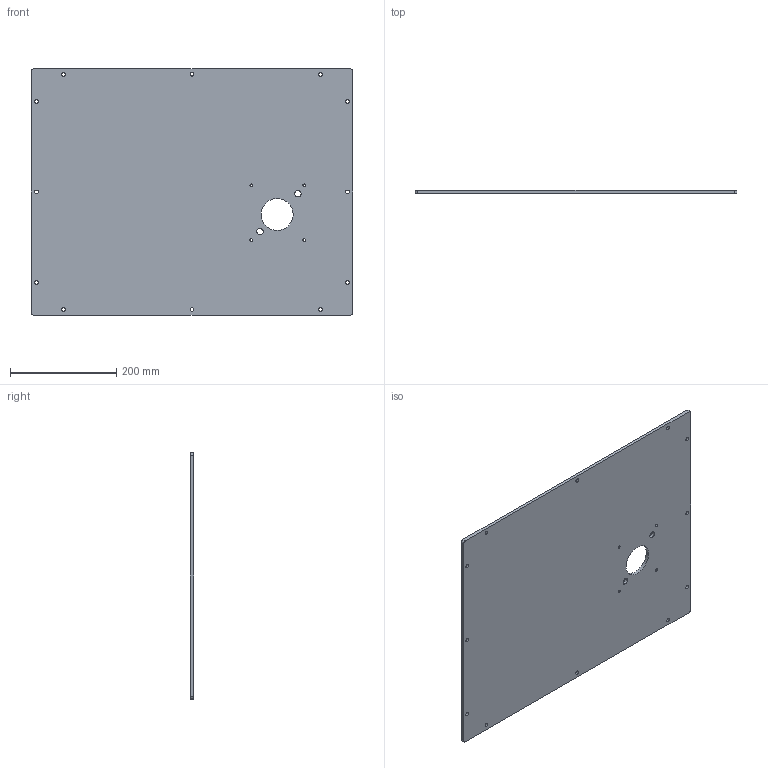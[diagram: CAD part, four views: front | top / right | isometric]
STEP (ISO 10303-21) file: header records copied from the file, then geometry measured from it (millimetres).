
FILE_DESCRIPTION(('CATIA V6 STEP','CAx-IF Rec.Pracs.--- Model Styling and Organization---1.5--- 2016-08-15','CAx-IF Rec.Pracs.---Supplemental Geometry---1.0---2011-11-01','CAx-IF Rec.Pracs.--- Composite Materials ---1.1---2010-07-15','CAx-IF Rec.Pracs.---External References---2.1---2005-01-19'),'2;1');
FILE_NAME('SB044693-01_Rep.stp','2020-03-22T23:56:08+00:00',('Michael Balsamo'),('Creator, Inc.'),'3DEXPERIENCE Platform3DEXPERIENCE R2020x HotFix 2.3','3DEXPERIENCE Platform STEP AP214 v1','opyright Creator, Inc., 2020. Licensed under CERN-OHL-P v2.');
FILE_SCHEMA(('AUTOMOTIVE_DESIGN { 1 0 10303 214 1 1 1 1 }'));
Length unit declared in the file: millimetre
Products named in the file (1): SB044693-01
Bounding box: 604.52 x 6.35 x 462.44 mm (x, y, z)
Volume: 1752153.5 mm3; surface area: 569108.8 mm2
Topology: 1 solids, 1 shells, 48 faces, 167 edges, 141 vertices
Faces by surface type: cylinder 36, plane 6, extrusion 6
Entity records: 2336 total; most frequent: CARTESIAN_POINT 835, ORIENTED_EDGE 276, DIRECTION 215, EDGE_CURVE 138, AXIS2_PLACEMENT_3D 106, VERTEX_POINT 92, EDGE_LOOP 86, VECTOR 77
